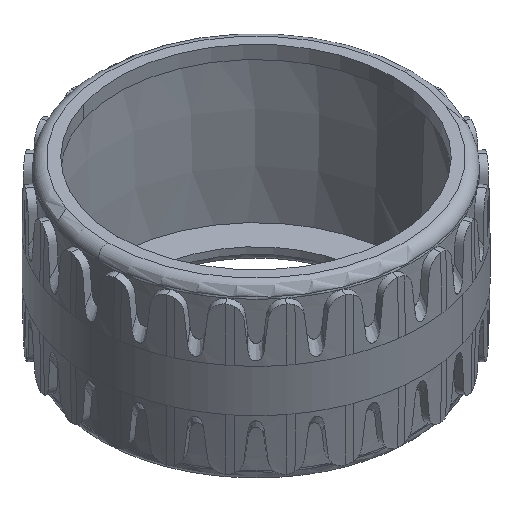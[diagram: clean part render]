
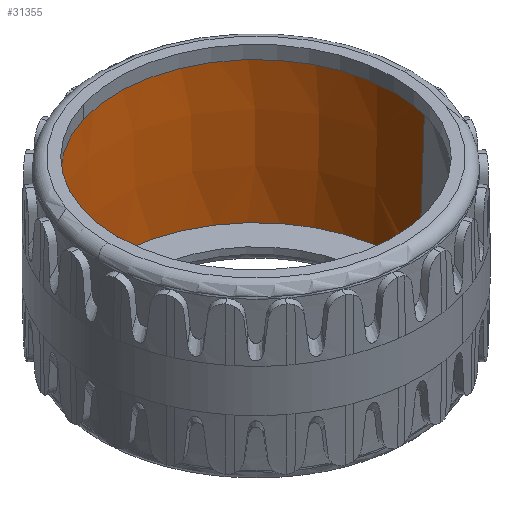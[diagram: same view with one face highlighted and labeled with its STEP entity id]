
A CAD part, isometric view. The second image highlights one B-rep face of the part: STEP entity #31355.
In plain terms, the highlighted conical face has half-angle 2 degrees and reference radius 22.399 mm.
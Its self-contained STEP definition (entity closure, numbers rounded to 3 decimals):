
#7200=CARTESIAN_POINT('',(-22.247,3.419,11.0));
#7201=VERTEX_POINT('',#7200);
#7202=CARTESIAN_POINT('',(-21.488,3.303,-11.));
#7203=VERTEX_POINT('',#7202);
#7204=CARTESIAN_POINT('',(-22.247,3.419,11.0));
#7205=DIRECTION('',(0.034,-0.005,-0.999));
#7206=VECTOR('',#7205,22.013);
#7207=LINE('',#7204,#7206);
#7208=EDGE_CURVE('',#7201,#7203,#7207,.T.);
#7242=CARTESIAN_POINT('',(21.488,-3.303,-11.));
#7243=VERTEX_POINT('',#7242);
#7244=CARTESIAN_POINT('',(22.247,-3.419,11.0));
#7245=VERTEX_POINT('',#7244);
#7246=CARTESIAN_POINT('',(21.488,-3.303,-11.));
#7247=DIRECTION('',(0.034,-0.005,0.999));
#7248=VECTOR('',#7247,22.013);
#7249=LINE('',#7246,#7248);
#7250=EDGE_CURVE('',#7243,#7245,#7249,.T.);
#31308=CARTESIAN_POINT('',(21.74,0.0,-11.));
#31309=VERTEX_POINT('',#31308);
#31310=CARTESIAN_POINT('',(0.,0.,-11.));
#31311=DIRECTION('',(0.0,0.0,1.0));
#31312=DIRECTION('',(-1.0,0.0,0.0));
#31313=AXIS2_PLACEMENT_3D('',#31310,#31311,#31312);
#31314=CIRCLE('',#31313,21.74);
#31315=EDGE_CURVE('',#7243,#31309,#31314,.T.);
#31317=CARTESIAN_POINT('',(0.,0.,-11.));
#31318=DIRECTION('',(0.0,0.0,1.0));
#31319=DIRECTION('',(1.0,0.0,0.0));
#31320=AXIS2_PLACEMENT_3D('',#31317,#31318,#31319);
#31321=CIRCLE('',#31320,21.74);
#31322=EDGE_CURVE('',#31309,#7203,#31321,.T.);
#31328=CARTESIAN_POINT('',(0.0,0.,7.857));
#31329=DIRECTION('',(0.,0.,1.0));
#31330=DIRECTION('',(0.988,-0.152,0.));
#31331=AXIS2_PLACEMENT_3D('',#31328,#31329,#31330);
#31332=CONICAL_SURFACE('',#31331,22.399,2.);
#31333=ORIENTED_EDGE('',*,*,#7250,.T.);
#31334=CARTESIAN_POINT('',(22.509,0.0,11.0));
#31335=VERTEX_POINT('',#31334);
#31336=CARTESIAN_POINT('',(0.,0.,11.0));
#31337=DIRECTION('',(0.0,0.0,1.0));
#31338=DIRECTION('',(-1.0,0.0,0.0));
#31339=AXIS2_PLACEMENT_3D('',#31336,#31337,#31338);
#31340=CIRCLE('',#31339,22.509);
#31341=EDGE_CURVE('',#7245,#31335,#31340,.T.);
#31342=ORIENTED_EDGE('',*,*,#31341,.T.);
#31343=CARTESIAN_POINT('',(0.0,0.,11.0));
#31344=DIRECTION('',(0.0,0.0,1.0));
#31345=DIRECTION('',(1.0,0.0,0.0));
#31346=AXIS2_PLACEMENT_3D('',#31343,#31344,#31345);
#31347=CIRCLE('',#31346,22.509);
#31348=EDGE_CURVE('',#31335,#7201,#31347,.T.);
#31349=ORIENTED_EDGE('',*,*,#31348,.T.);
#31350=ORIENTED_EDGE('',*,*,#7208,.T.);
#31351=ORIENTED_EDGE('',*,*,#31322,.F.);
#31352=ORIENTED_EDGE('',*,*,#31315,.F.);
#31353=EDGE_LOOP('',(#31333,#31342,#31349,#31350,#31351,#31352));
#31354=FACE_OUTER_BOUND('',#31353,.T.);
#31355=ADVANCED_FACE('',(#31354),#31332,.F.);
